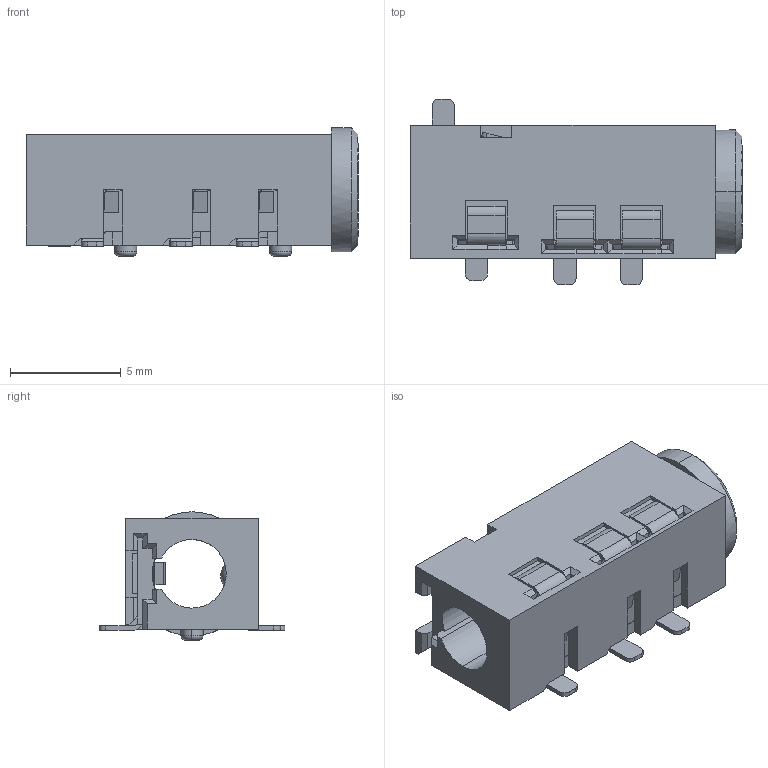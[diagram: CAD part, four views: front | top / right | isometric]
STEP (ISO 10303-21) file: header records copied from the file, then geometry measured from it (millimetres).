
FILE_DESCRIPTION (( 'STEP AP214' ), '1' );
FILE_NAME ('CUI_DEVICES_SJ2-3574A-SMT-TR.step', '2019-10-20T22:54:01', ( '' ), ( '' ), 'SwSTEP 2.0', 'SolidWorks 2019', '' );
FILE_SCHEMA (( 'AUTOMOTIVE_DESIGN' ));
Length unit declared in the file: inch
Products named in the file (1): CUI_DEVICES_SJ2-3574A-SMT-TR
Bounding box: 15 x 8.4 x 5.8 mm (x, y, z)
Volume: 284.2 mm3; surface area: 691.2 mm2
Topology: 1 solids, 4 shells, 409 faces, 1174 edges, 767 vertices
Faces by surface type: plane 291, cylinder 101, cone 7, sphere 6, torus 4
Entity records: 15755 total; most frequent: CARTESIAN_POINT 2750, ORIENTED_EDGE 2328, DIRECTION 2091, EDGE_CURVE 1164, LINE 875, VECTOR 875, VERTEX_POINT 761, AXIS2_PLACEMENT_3D 608
